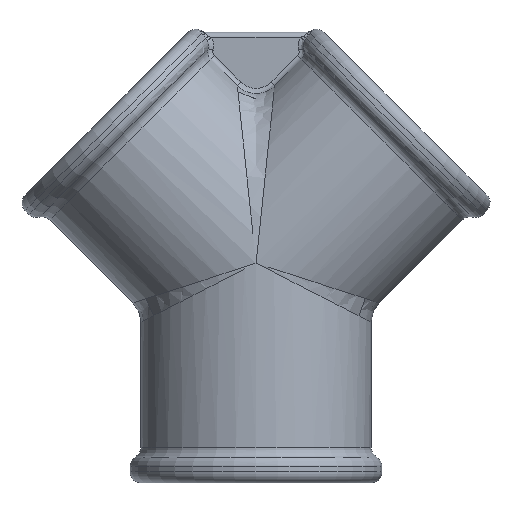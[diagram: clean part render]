
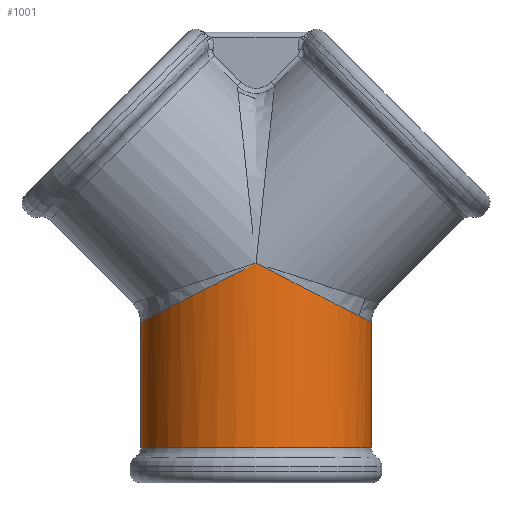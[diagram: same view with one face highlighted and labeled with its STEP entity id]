
A CAD part, left-side view. The second image highlights one B-rep face of the part: STEP entity #1001.
In plain terms, the highlighted cylindrical face has radius 21.25 mm (diameter 42.5 mm), a full revolution.
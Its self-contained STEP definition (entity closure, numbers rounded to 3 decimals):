
#37=CYLINDRICAL_SURFACE('',#1114,21.25);
#56=LINE('',#2592,#76);
#76=VECTOR('',#1312,21.25);
#93=ELLIPSE('',#1048,23.87,21.25);
#95=ELLIPSE('',#1050,23.87,21.25);
#151=FACE_OUTER_BOUND('',#215,.T.);
#215=EDGE_LOOP('',(#776,#777,#778,#779,#780,#781));
#324=CIRCLE('',#1112,21.25);
#325=CIRCLE('',#1113,21.25);
#353=VERTEX_POINT('',#1522);
#354=VERTEX_POINT('',#1565);
#410=VERTEX_POINT('',#2586);
#411=VERTEX_POINT('',#2588);
#437=EDGE_CURVE('',#353,#354,#93,.T.);
#439=EDGE_CURVE('',#354,#353,#95,.T.);
#541=EDGE_CURVE('',#410,#411,#324,.T.);
#542=EDGE_CURVE('',#411,#410,#325,.T.);
#543=EDGE_CURVE('',#354,#411,#56,.T.);
#776=ORIENTED_EDGE('',*,*,#439,.F.);
#777=ORIENTED_EDGE('',*,*,#543,.T.);
#778=ORIENTED_EDGE('',*,*,#541,.F.);
#779=ORIENTED_EDGE('',*,*,#542,.F.);
#780=ORIENTED_EDGE('',*,*,#543,.F.);
#781=ORIENTED_EDGE('',*,*,#437,.F.);
#1001=ADVANCED_FACE('',(#151),#37,.T.);
#1048=AXIS2_PLACEMENT_3D('',#1567,#1166,#1167);
#1050=AXIS2_PLACEMENT_3D('',#1609,#1170,#1171);
#1112=AXIS2_PLACEMENT_3D('',#2589,#1306,#1307);
#1113=AXIS2_PLACEMENT_3D('',#2590,#1308,#1309);
#1114=AXIS2_PLACEMENT_3D('',#2591,#1310,#1311);
#1166=DIRECTION('center_axis',(0.,-0.456,0.89));
#1167=DIRECTION('ref_axis',(0.,-0.89,-0.456));
#1170=DIRECTION('center_axis',(0.,0.456,0.89));
#1171=DIRECTION('ref_axis',(0.,0.89,-0.456));
#1306=DIRECTION('center_axis',(0.,0.,-1.));
#1307=DIRECTION('ref_axis',(0.,1.,0.));
#1308=DIRECTION('center_axis',(0.,0.,-1.));
#1309=DIRECTION('ref_axis',(0.,1.,0.));
#1310=DIRECTION('center_axis',(0.,0.,1.));
#1311=DIRECTION('ref_axis',(-1.,0.,0.));
#1312=DIRECTION('',(0.,0.,-1.));
#1522=CARTESIAN_POINT('',(-21.25,0.,40.5));
#1565=CARTESIAN_POINT('',(21.25,0.,40.5));
#1567=CARTESIAN_POINT('Origin',(0.,0.,40.5));
#1609=CARTESIAN_POINT('Origin',(0.,0.,40.5));
#2586=CARTESIAN_POINT('',(-21.25,0.,6.464));
#2588=CARTESIAN_POINT('',(21.25,0.,6.464));
#2589=CARTESIAN_POINT('Origin',(0.,0.,6.464));
#2590=CARTESIAN_POINT('Origin',(0.,0.,6.464));
#2591=CARTESIAN_POINT('Origin',(0.,0.,0.));
#2592=CARTESIAN_POINT('',(21.25,0.,0.));
